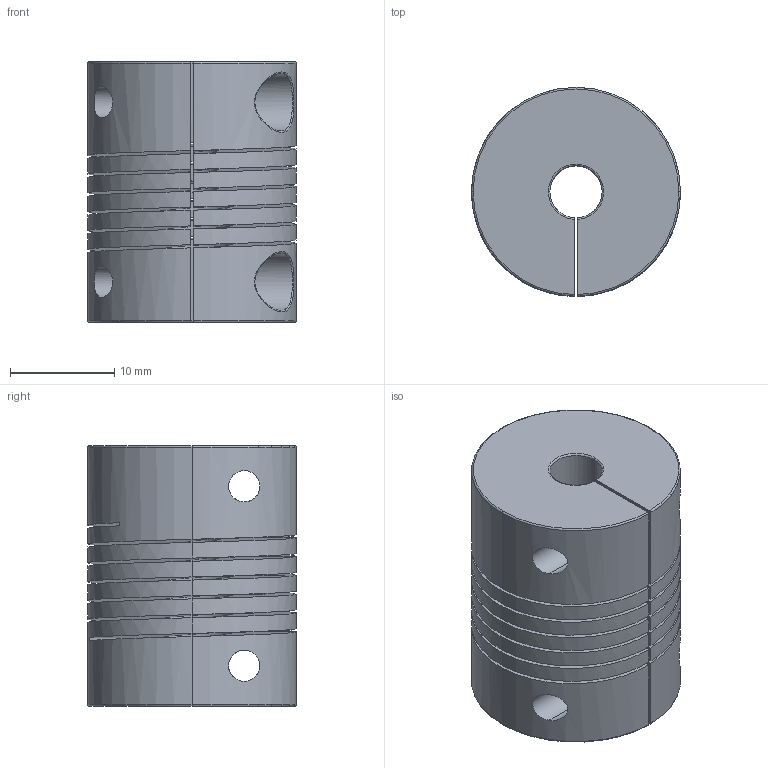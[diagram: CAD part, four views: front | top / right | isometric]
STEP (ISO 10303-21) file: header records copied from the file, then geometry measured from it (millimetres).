
FILE_DESCRIPTION (( 'STEP AP214' ), '1' );
FILE_NAME ('5mm x 8mm Flexible Coupling.step', '2015-01-21T14:41:04', ( 'Mark' ), ( '' ), 'SwSTEP 2.0', 'SolidWorks 2013', '' );
FILE_SCHEMA (( 'AUTOMOTIVE_DESIGN' ));
Length unit declared in the file: millimetre
Products named in the file (1): 5mm x 8mm Flexible Coupling
Bounding box: 20 x 20 x 25 mm (x, y, z)
Volume: 6037 mm3; surface area: 6465.7 mm2
Topology: 6 solids, 6 shells, 106 faces, 274 edges, 180 vertices
Faces by surface type: cylinder 55, plane 21, bspline 18, torus 12
Entity records: 8049 total; most frequent: CARTESIAN_POINT 5717, ORIENTED_EDGE 548, DIRECTION 380, EDGE_CURVE 274, VERTEX_POINT 180, AXIS2_PLACEMENT_3D 149, EDGE_LOOP 114, FACE_OUTER_BOUND 106
